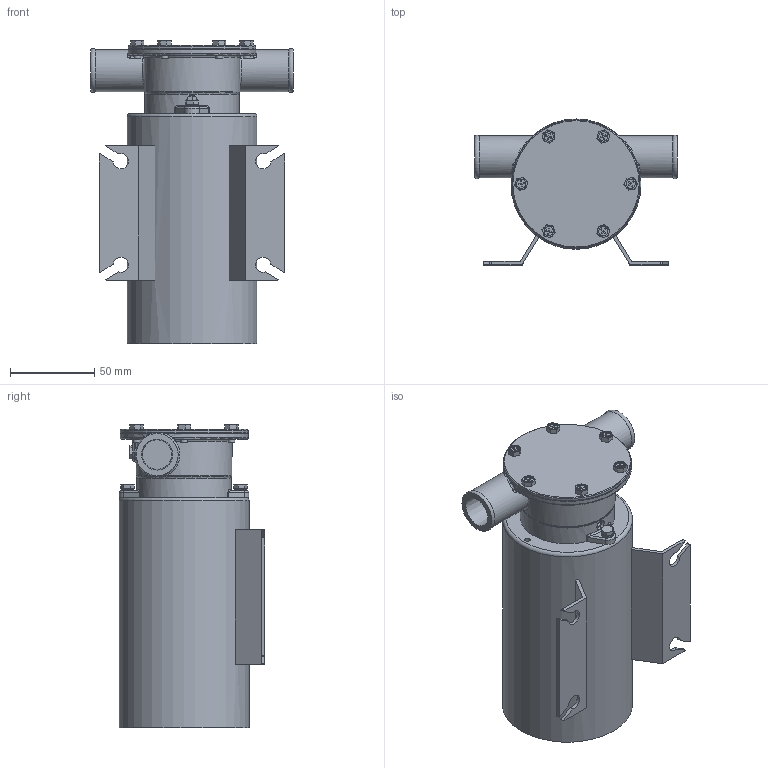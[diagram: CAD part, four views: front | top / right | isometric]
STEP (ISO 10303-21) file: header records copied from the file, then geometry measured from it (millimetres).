
FILE_DESCRIPTION(/* description */ ('BALLAST PUMP ASSY'),/* implementation_level */ '2;1');
FILE_NAME(/* name */ 'BALLAST PUMP ASSY_3D LAYOUT.stp',/* time_stamp */ '2020-10-26T13:46:01+09:00',/* author */ ('User'),/* organization */ (''),/* preprocessor_version */ 'ST-DEVELOPER v18.1',/* originating_system */ 'Autodesk Inventor 2021',/* authorisation */ '');
FILE_SCHEMA (('AUTOMOTIVE_DESIGN { 1 0 10303 214 3 1 1 }'));
Length unit declared in the file: millimetre
Products named in the file (9): BALLAST PUMP ASSY_3D LAYOUT; ballast pump from matromarine; BALLAST PUMP IMPELLER CASING_20190320_3D LAYOUT; COV0042; KS B 1002 - A + B M4 x 12; KS B 1324 - 번호 2 - 4; 동와샤; ANSI B 18.6.7 M / IFI 513 - M4 x 0.7 x 8; ORGxxxx
Assembly tree (16 placements, depth 2):
  BALLAST PUMP ASSY_3D LAYOUT
    ballast pump from matromarine
    BALLAST PUMP IMPELLER CASING_20190320_3D LAYOUT
    KS B 1002 - A + B M4 x 12  x2
    KS B 1324 - 번호 2 - 4  x2
    COV0042
    ANSI B 18.6.7 M / IFI 513 - M4 x 0.7 x 8  x7
    동와샤
    ORGxxxx
Bounding box: 120 x 86.6 x 180.2 mm (x, y, z)
Volume: 779330.6 mm3; surface area: 96743.6 mm2
Topology: 16 solids, 18 shells, 593 faces, 1341 edges, 810 vertices
Faces by surface type: plane 275, cylinder 144, cone 112, bspline 29, torus 21, sphere 12
Full cylindrical faces by diameter (mm): 3.242 x10, 3.43 x7, 4 x10, 4.5 x7, 5 x2, 5.5 x7, 5.88 x2, 6 x1, 7.5 x2, 8 x1, 8.702 x1, 9 x1, 10 x1, 11 x1, 17.5 x2, 18 x2, 25 x2, 25.5 x1, 51 x1, 51.35 x1, 51.5 x1, 56 x1, 76 x1, 77.2 x1
Entity records: 9897 total; most frequent: CARTESIAN_POINT 2932, DIRECTION 1432, ORIENTED_EDGE 1324, EDGE_CURVE 662, AXIS2_PLACEMENT_3D 586, VERTEX_POINT 406, EDGE_LOOP 342, FACE_OUTER_BOUND 292
